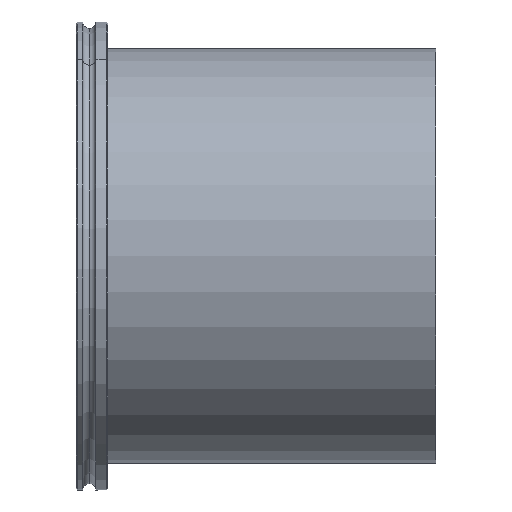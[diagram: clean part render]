
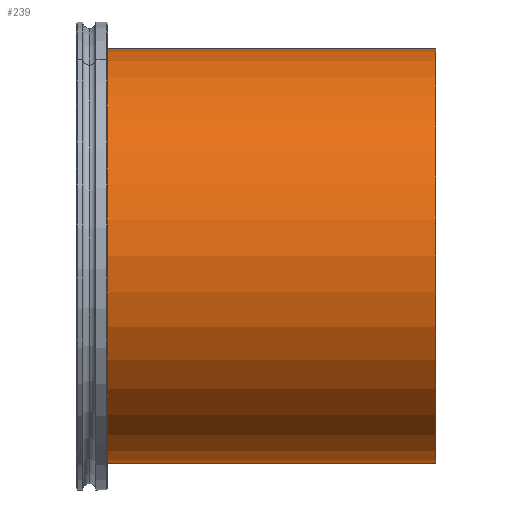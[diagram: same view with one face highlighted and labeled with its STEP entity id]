
A CAD part, left-side view. The second image highlights one B-rep face of the part: STEP entity #239.
In plain terms, the highlighted cylindrical face has radius 79.5 mm (diameter 159 mm), a partial arc.
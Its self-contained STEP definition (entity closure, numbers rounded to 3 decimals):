
#24 = EDGE_LOOP ( 'NONE', ( #772, #981, #623, #224 ) ) ;
#38 = CIRCLE ( 'NONE', #669, 79.5 ) ;
#66 = AXIS2_PLACEMENT_3D ( 'NONE', #512, #508, #501 ) ;
#150 = CIRCLE ( 'NONE', #66, 79.5 ) ;
#185 = CARTESIAN_POINT ( 'NONE',  ( 0., 131.5, -79.5 ) ) ;
#191 = DIRECTION ( 'NONE',  ( 0., 0., 1. ) ) ;
#195 = DIRECTION ( 'NONE',  ( 0., 1., 0. ) ) ;
#203 = VERTEX_POINT ( 'NONE', #627 ) ;
#209 = EDGE_CURVE ( 'NONE', #435, #863, #150, .T. ) ;
#212 = CARTESIAN_POINT ( 'NONE',  ( 0., 0., 0. ) ) ;
#224 = ORIENTED_EDGE ( 'NONE', *, *, #674, .T. ) ;
#239 = ADVANCED_FACE ( 'NONE', ( #836 ), #990, .T. ) ;
#294 = CARTESIAN_POINT ( 'NONE',  ( 0., 0., 79.5 ) ) ;
#348 = AXIS2_PLACEMENT_3D ( 'NONE', #424, #433, #415 ) ;
#366 = CARTESIAN_POINT ( 'NONE',  ( 0., 131.5, 79.5 ) ) ;
#376 = CARTESIAN_POINT ( 'NONE',  ( 0., 131.5, -79.5 ) ) ;
#403 = EDGE_CURVE ( 'NONE', #863, #673, #1112, .T. ) ;
#415 = DIRECTION ( 'NONE',  ( 0., 0., -1. ) ) ;
#424 = CARTESIAN_POINT ( 'NONE',  ( 0., 131.5, 0. ) ) ;
#433 = DIRECTION ( 'NONE',  ( 0., -1., 0. ) ) ;
#435 = VERTEX_POINT ( 'NONE', #185 ) ;
#463 = DIRECTION ( 'NONE',  ( 0., -1., 0. ) ) ;
#486 = LINE ( 'NONE', #376, #920 ) ;
#501 = DIRECTION ( 'NONE',  ( 0., 0., 1. ) ) ;
#508 = DIRECTION ( 'NONE',  ( 0., 1., 0. ) ) ;
#512 = CARTESIAN_POINT ( 'NONE',  ( 0., 131.5, 0. ) ) ;
#623 = ORIENTED_EDGE ( 'NONE', *, *, #1097, .T. ) ;
#627 = CARTESIAN_POINT ( 'NONE',  ( 0., 0., -79.5 ) ) ;
#669 = AXIS2_PLACEMENT_3D ( 'NONE', #212, #195, #191 ) ;
#673 = VERTEX_POINT ( 'NONE', #294 ) ;
#674 = EDGE_CURVE ( 'NONE', #203, #673, #38, .T. ) ;
#738 = DIRECTION ( 'NONE',  ( 0., -1., 0. ) ) ;
#772 = ORIENTED_EDGE ( 'NONE', *, *, #403, .F. ) ;
#836 = FACE_OUTER_BOUND ( 'NONE', #24, .T. ) ;
#863 = VERTEX_POINT ( 'NONE', #366 ) ;
#874 = VECTOR ( 'NONE', #738, 1000. ) ;
#920 = VECTOR ( 'NONE', #463, 1000. ) ;
#981 = ORIENTED_EDGE ( 'NONE', *, *, #209, .F. ) ;
#990 = CYLINDRICAL_SURFACE ( 'NONE', #348, 79.5 ) ;
#1076 = CARTESIAN_POINT ( 'NONE',  ( 0., 131.5, 79.5 ) ) ;
#1097 = EDGE_CURVE ( 'NONE', #435, #203, #486, .T. ) ;
#1112 = LINE ( 'NONE', #1076, #874 ) ;
